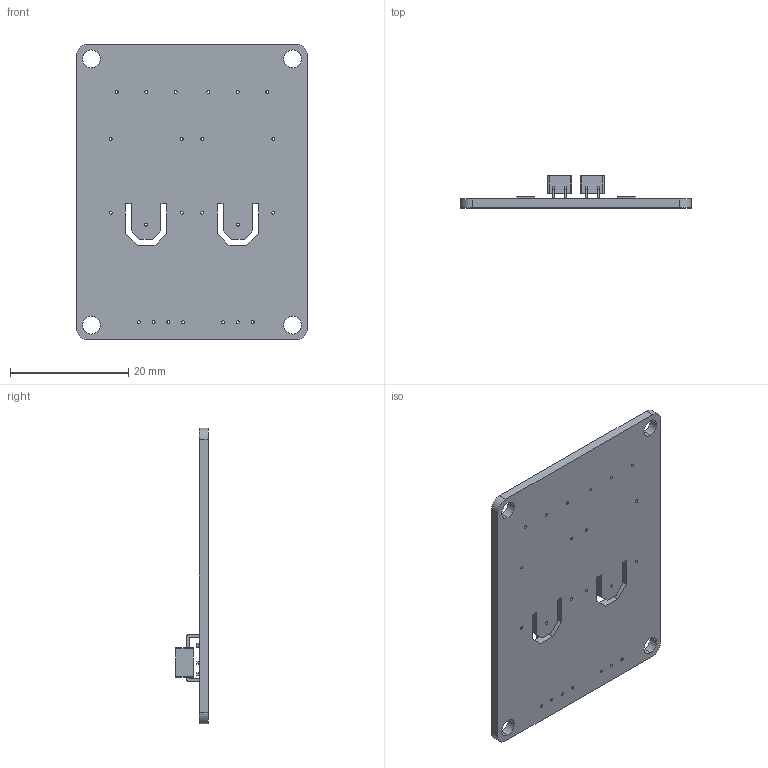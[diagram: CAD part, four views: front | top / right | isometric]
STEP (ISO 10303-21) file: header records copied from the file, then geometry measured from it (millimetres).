
FILE_DESCRIPTION (( 'STEP AP214' ), '1' );
FILE_NAME ('2PH63091A Board.STEP', '2023-02-25T15:48:51', ( '' ), ( '' ), 'SwSTEP 2.0', 'SolidWorks 2023', '' );
FILE_SCHEMA (( 'AUTOMOTIVE_DESIGN' ));
Length unit declared in the file: millimetre
Products named in the file (1): 2PH63091A Board_Varsayılan
Bounding box: 39 x 5.5 x 50 mm (x, y, z)
Volume: 2949.1 mm3; surface area: 4495.9 mm2
Topology: 1 solids, 1 shells, 284 faces, 810 edges, 532 vertices
Faces by surface type: plane 186, cylinder 98
Entity records: 11561 total; most frequent: CARTESIAN_POINT 1627, ORIENTED_EDGE 1620, DIRECTION 1576, EDGE_CURVE 810, LINE 614, VECTOR 614, VERTEX_POINT 532, AXIS2_PLACEMENT_3D 481
